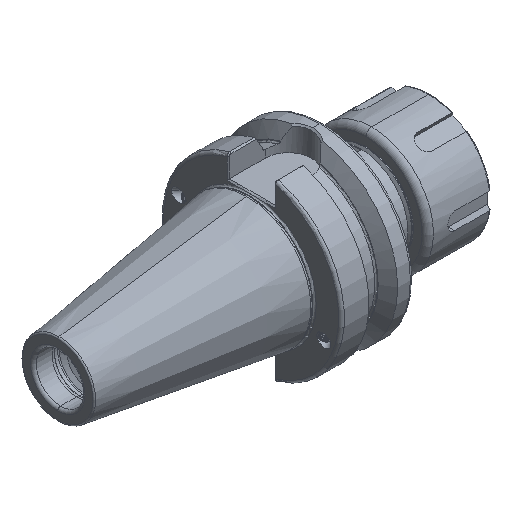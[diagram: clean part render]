
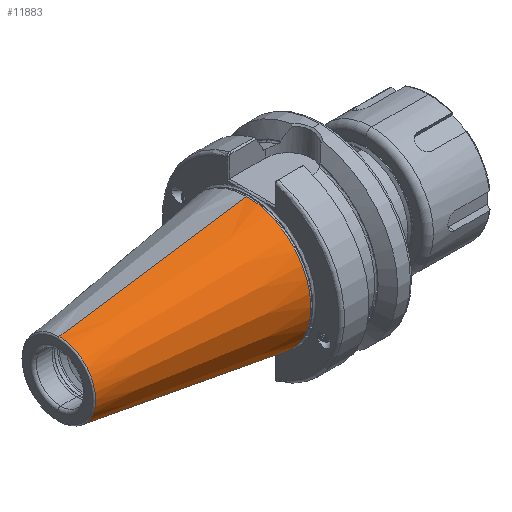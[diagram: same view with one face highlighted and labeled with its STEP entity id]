
A CAD part, isometric view. The second image highlights one B-rep face of the part: STEP entity #11883.
In plain terms, the highlighted conical face has half-angle 8.297 degrees and reference radius 22.298 mm.
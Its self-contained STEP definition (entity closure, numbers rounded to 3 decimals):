
#1 = LINE ( 'NONE', #14588, #5 ) ;
#5 = VECTOR ( 'NONE', #14576, 1000. ) ;
#208 = EDGE_CURVE ( 'NONE', #8361, #8315, #1721, .T. ) ;
#230 = EDGE_CURVE ( 'NONE', #8292, #8319, #1784, .T. ) ;
#852 = EDGE_CURVE ( 'NONE', #8292, #8361, #24493, .T. ) ;
#871 = EDGE_CURVE ( 'NONE', #8319, #8315, #1, .T. ) ;
#1599 = AXIS2_PLACEMENT_3D ( 'NONE', #21093, #21083, #21038 ) ;
#1612 = AXIS2_PLACEMENT_3D ( 'NONE', #20690, #20722, #20773 ) ;
#1721 = CIRCLE ( 'NONE', #1612, 22.298 ) ;
#1784 = CIRCLE ( 'NONE', #1599, 12.75 ) ;
#8292 = VERTEX_POINT ( 'NONE', #23550 ) ;
#8315 = VERTEX_POINT ( 'NONE', #23575 ) ;
#8319 = VERTEX_POINT ( 'NONE', #23581 ) ;
#8361 = VERTEX_POINT ( 'NONE', #23651 ) ;
#11883 = ADVANCED_FACE ( 'NONE', ( #28382 ), #28375, .T. ) ;
#12451 = EDGE_LOOP ( 'NONE', ( #25094, #25059, #25088, #25109 ) ) ;
#13162 = AXIS2_PLACEMENT_3D ( 'NONE', #16503, #16494, #16502 ) ;
#14380 = CARTESIAN_POINT ( 'NONE',  ( -1.5, 0., 22.298 ) ) ;
#14400 = DIRECTION ( 'NONE',  ( 0.99, 0., 0.144 ) ) ;
#14576 = DIRECTION ( 'NONE',  ( 0.99, 0., -0.144 ) ) ;
#14588 = CARTESIAN_POINT ( 'NONE',  ( -1.5, 0., -22.298 ) ) ;
#16494 = DIRECTION ( 'NONE',  ( 1., 0., 0. ) ) ;
#16502 = DIRECTION ( 'NONE',  ( 0., 0., -1. ) ) ;
#16503 = CARTESIAN_POINT ( 'NONE',  ( -1.5, 0., 0. ) ) ;
#20690 = CARTESIAN_POINT ( 'NONE',  ( -1.5, 0., 0. ) ) ;
#20722 = DIRECTION ( 'NONE',  ( 1., 0., 0. ) ) ;
#20773 = DIRECTION ( 'NONE',  ( 0., 0., -1. ) ) ;
#21038 = DIRECTION ( 'NONE',  ( 0., 0., -1. ) ) ;
#21083 = DIRECTION ( 'NONE',  ( 1., 0., 0. ) ) ;
#21093 = CARTESIAN_POINT ( 'NONE',  ( -66.972, 0., 0. ) ) ;
#23550 = CARTESIAN_POINT ( 'NONE',  ( -66.972, 0., 12.75 ) ) ;
#23575 = CARTESIAN_POINT ( 'NONE',  ( -1.5, 0., -22.298 ) ) ;
#23581 = CARTESIAN_POINT ( 'NONE',  ( -66.972, 0., -12.75 ) ) ;
#23651 = CARTESIAN_POINT ( 'NONE',  ( -1.5, 0., 22.298 ) ) ;
#24446 = VECTOR ( 'NONE', #14400, 1000. ) ;
#24493 = LINE ( 'NONE', #14380, #24446 ) ;
#25059 = ORIENTED_EDGE ( 'NONE', *, *, #230, .T. ) ;
#25088 = ORIENTED_EDGE ( 'NONE', *, *, #871, .T. ) ;
#25094 = ORIENTED_EDGE ( 'NONE', *, *, #852, .F. ) ;
#25109 = ORIENTED_EDGE ( 'NONE', *, *, #208, .F. ) ;
#28375 = CONICAL_SURFACE ( 'NONE', #13162, 22.298, 0.145 ) ;
#28382 = FACE_OUTER_BOUND ( 'NONE', #12451, .T. ) ;
